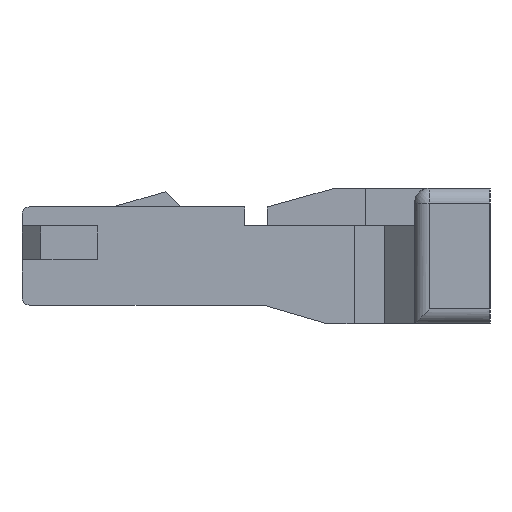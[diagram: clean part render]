
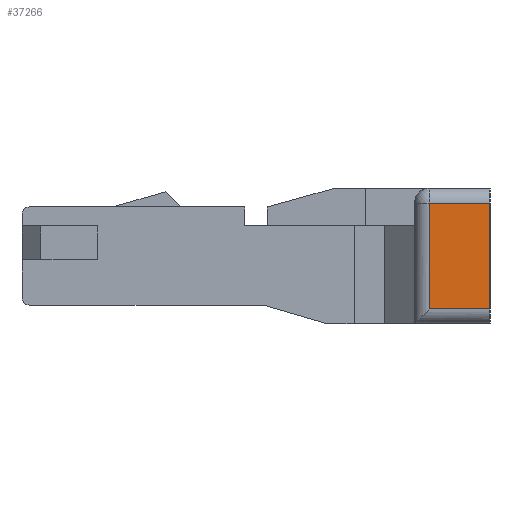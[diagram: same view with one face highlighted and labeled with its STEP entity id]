
A CAD part, left-side view. The second image highlights one B-rep face of the part: STEP entity #37266.
In plain terms, the highlighted planar face has unit normal (-1, 0, 0).
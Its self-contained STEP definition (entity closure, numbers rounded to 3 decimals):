
#55 = CYLINDRICAL_SURFACE('',#56,0.2);
#56 = AXIS2_PLACEMENT_3D('',#57,#58,#59);
#57 = CARTESIAN_POINT('',(-12.66,-10.582,-0.7));
#58 = DIRECTION('',(0.,1.,0.));
#59 = DIRECTION('',(0.,0.,-1.));
#105 = PLANE('',#106);
#106 = AXIS2_PLACEMENT_3D('',#107,#108,#109);
#107 = CARTESIAN_POINT('',(-12.86,-2.5,-0.9));
#108 = DIRECTION('',(0.,-1.,0.));
#109 = DIRECTION('',(1.,0.,0.));
#476 = EDGE_CURVE('',#477,#479,#481,.T.);
#477 = VERTEX_POINT('',#478);
#478 = CARTESIAN_POINT('',(-12.86,-2.5,-0.7));
#479 = VERTEX_POINT('',#480);
#480 = CARTESIAN_POINT('',(-12.86,-1.7,-0.7));
#481 = SURFACE_CURVE('',#482,(#486,#515),.PCURVE_S1.);
#482 = LINE('',#483,#484);
#483 = CARTESIAN_POINT('',(-12.86,-2.5,-0.7));
#484 = VECTOR('',#485,1.);
#485 = DIRECTION('',(0.,1.,0.));
#486 = PCURVE('',#55,#487);
#487 = DEFINITIONAL_REPRESENTATION('',(#488),#514);
#488 = B_SPLINE_CURVE_WITH_KNOTS('',3,(#489,#490,#491,#492,#493,#494,
    #495,#496,#497,#498,#499,#500,#501,#502,#503,#504,#505,#506,#507,
    #508,#509,#510,#511,#512,#513),.UNSPECIFIED.,.F.,.F.,(4,1,1,1,1,1,1,
    1,1,1,1,1,1,1,1,1,1,1,1,1,1,1,4),(0.,0.036,
    0.073,0.109,0.145,0.182,
    0.218,0.255,0.291,0.327,
    0.364,0.4,0.436,0.473,0.509,
    0.545,0.582,0.618,0.655,
    0.691,0.727,0.764,0.8),
  .QUASI_UNIFORM_KNOTS.);
#489 = CARTESIAN_POINT('',(1.571,8.082));
#490 = CARTESIAN_POINT('',(1.571,8.094));
#491 = CARTESIAN_POINT('',(1.571,8.119));
#492 = CARTESIAN_POINT('',(1.571,8.155));
#493 = CARTESIAN_POINT('',(1.571,8.191));
#494 = CARTESIAN_POINT('',(1.571,8.228));
#495 = CARTESIAN_POINT('',(1.571,8.264));
#496 = CARTESIAN_POINT('',(1.571,8.301));
#497 = CARTESIAN_POINT('',(1.571,8.337));
#498 = CARTESIAN_POINT('',(1.571,8.373));
#499 = CARTESIAN_POINT('',(1.571,8.41));
#500 = CARTESIAN_POINT('',(1.571,8.446));
#501 = CARTESIAN_POINT('',(1.571,8.482));
#502 = CARTESIAN_POINT('',(1.571,8.519));
#503 = CARTESIAN_POINT('',(1.571,8.555));
#504 = CARTESIAN_POINT('',(1.571,8.591));
#505 = CARTESIAN_POINT('',(1.571,8.628));
#506 = CARTESIAN_POINT('',(1.571,8.664));
#507 = CARTESIAN_POINT('',(1.571,8.701));
#508 = CARTESIAN_POINT('',(1.571,8.737));
#509 = CARTESIAN_POINT('',(1.571,8.773));
#510 = CARTESIAN_POINT('',(1.571,8.81));
#511 = CARTESIAN_POINT('',(1.571,8.846));
#512 = CARTESIAN_POINT('',(1.571,8.87));
#513 = CARTESIAN_POINT('',(1.571,8.882));
#514 = ( GEOMETRIC_REPRESENTATION_CONTEXT(2) 
PARAMETRIC_REPRESENTATION_CONTEXT() REPRESENTATION_CONTEXT('2D SPACE',''
  ) );
#515 = PCURVE('',#516,#521);
#516 = PLANE('',#517);
#517 = AXIS2_PLACEMENT_3D('',#518,#519,#520);
#518 = CARTESIAN_POINT('',(-12.86,-1.5,-0.9));
#519 = DIRECTION('',(-1.,0.,0.));
#520 = DIRECTION('',(0.,-1.,0.));
#521 = DEFINITIONAL_REPRESENTATION('',(#522),#526);
#522 = LINE('',#523,#524);
#523 = CARTESIAN_POINT('',(1.,0.2));
#524 = VECTOR('',#525,1.);
#525 = DIRECTION('',(-1.,0.));
#526 = ( GEOMETRIC_REPRESENTATION_CONTEXT(2) 
PARAMETRIC_REPRESENTATION_CONTEXT() REPRESENTATION_CONTEXT('2D SPACE',''
  ) );
#594 = CYLINDRICAL_SURFACE('',#595,0.2);
#595 = AXIS2_PLACEMENT_3D('',#596,#597,#598);
#596 = CARTESIAN_POINT('',(-12.66,-1.7,-3.246));
#597 = DIRECTION('',(0.,0.,1.));
#598 = DIRECTION('',(0.,1.,0.));
#881 = EDGE_CURVE('',#477,#882,#884,.T.);
#882 = VERTEX_POINT('',#883);
#883 = CARTESIAN_POINT('',(-12.86,-2.5,0.7));
#884 = SURFACE_CURVE('',#885,(#889,#896),.PCURVE_S1.);
#885 = LINE('',#886,#887);
#886 = CARTESIAN_POINT('',(-12.86,-2.5,-0.7));
#887 = VECTOR('',#888,1.);
#888 = DIRECTION('',(0.,0.,1.));
#889 = PCURVE('',#105,#890);
#890 = DEFINITIONAL_REPRESENTATION('',(#891),#895);
#891 = LINE('',#892,#893);
#892 = CARTESIAN_POINT('',(0.,0.2));
#893 = VECTOR('',#894,1.);
#894 = DIRECTION('',(0.,1.));
#895 = ( GEOMETRIC_REPRESENTATION_CONTEXT(2) 
PARAMETRIC_REPRESENTATION_CONTEXT() REPRESENTATION_CONTEXT('2D SPACE',''
  ) );
#896 = PCURVE('',#516,#897);
#897 = DEFINITIONAL_REPRESENTATION('',(#898),#902);
#898 = LINE('',#899,#900);
#899 = CARTESIAN_POINT('',(1.,0.2));
#900 = VECTOR('',#901,1.);
#901 = DIRECTION('',(0.,1.));
#902 = ( GEOMETRIC_REPRESENTATION_CONTEXT(2) 
PARAMETRIC_REPRESENTATION_CONTEXT() REPRESENTATION_CONTEXT('2D SPACE',''
  ) );
#921 = CYLINDRICAL_SURFACE('',#922,0.2);
#922 = AXIS2_PLACEMENT_3D('',#923,#924,#925);
#923 = CARTESIAN_POINT('',(-12.66,-10.582,0.7));
#924 = DIRECTION('',(0.,1.,0.));
#925 = DIRECTION('',(-1.,0.,0.));
#37155 = VERTEX_POINT('',#37156);
#37156 = CARTESIAN_POINT('',(-12.86,-1.7,0.7));
#37224 = EDGE_CURVE('',#479,#37155,#37225,.T.);
#37225 = SURFACE_CURVE('',#37226,(#37230,#37259),.PCURVE_S1.);
#37226 = LINE('',#37227,#37228);
#37227 = CARTESIAN_POINT('',(-12.86,-1.7,-0.7));
#37228 = VECTOR('',#37229,1.);
#37229 = DIRECTION('',(0.,0.,1.));
#37230 = PCURVE('',#594,#37231);
#37231 = DEFINITIONAL_REPRESENTATION('',(#37232),#37258);
#37232 = B_SPLINE_CURVE_WITH_KNOTS('',3,(#37233,#37234,#37235,#37236,
    #37237,#37238,#37239,#37240,#37241,#37242,#37243,#37244,#37245,
    #37246,#37247,#37248,#37249,#37250,#37251,#37252,#37253,#37254,
    #37255,#37256,#37257),.UNSPECIFIED.,.F.,.F.,(4,1,1,1,1,1,1,1,1,1,1,1
    ,1,1,1,1,1,1,1,1,1,1,4),(0.,0.064,0.127,
    0.191,0.255,0.318,0.382,
    0.445,0.509,0.573,0.636,0.7,
    0.764,0.827,0.891,0.955,
    1.018,1.082,1.145,1.209,
    1.273,1.336,1.4),.QUASI_UNIFORM_KNOTS.);
#37233 = CARTESIAN_POINT('',(1.571,2.546));
#37234 = CARTESIAN_POINT('',(1.571,2.568));
#37235 = CARTESIAN_POINT('',(1.571,2.61));
#37236 = CARTESIAN_POINT('',(1.571,2.674));
#37237 = CARTESIAN_POINT('',(1.571,2.737));
#37238 = CARTESIAN_POINT('',(1.571,2.801));
#37239 = CARTESIAN_POINT('',(1.571,2.865));
#37240 = CARTESIAN_POINT('',(1.571,2.928));
#37241 = CARTESIAN_POINT('',(1.571,2.992));
#37242 = CARTESIAN_POINT('',(1.571,3.056));
#37243 = CARTESIAN_POINT('',(1.571,3.119));
#37244 = CARTESIAN_POINT('',(1.571,3.183));
#37245 = CARTESIAN_POINT('',(1.571,3.246));
#37246 = CARTESIAN_POINT('',(1.571,3.31));
#37247 = CARTESIAN_POINT('',(1.571,3.374));
#37248 = CARTESIAN_POINT('',(1.571,3.437));
#37249 = CARTESIAN_POINT('',(1.571,3.501));
#37250 = CARTESIAN_POINT('',(1.571,3.565));
#37251 = CARTESIAN_POINT('',(1.571,3.628));
#37252 = CARTESIAN_POINT('',(1.571,3.692));
#37253 = CARTESIAN_POINT('',(1.571,3.756));
#37254 = CARTESIAN_POINT('',(1.571,3.819));
#37255 = CARTESIAN_POINT('',(1.571,3.883));
#37256 = CARTESIAN_POINT('',(1.571,3.925));
#37257 = CARTESIAN_POINT('',(1.571,3.946));
#37258 = ( GEOMETRIC_REPRESENTATION_CONTEXT(2) 
PARAMETRIC_REPRESENTATION_CONTEXT() REPRESENTATION_CONTEXT('2D SPACE',''
  ) );
#37259 = PCURVE('',#516,#37260);
#37260 = DEFINITIONAL_REPRESENTATION('',(#37261),#37265);
#37261 = LINE('',#37262,#37263);
#37262 = CARTESIAN_POINT('',(0.2,0.2));
#37263 = VECTOR('',#37264,1.);
#37264 = DIRECTION('',(0.,1.));
#37265 = ( GEOMETRIC_REPRESENTATION_CONTEXT(2) 
PARAMETRIC_REPRESENTATION_CONTEXT() REPRESENTATION_CONTEXT('2D SPACE',''
  ) );
#37266 = ADVANCED_FACE('',(#37267),#516,.T.);
#37267 = FACE_BOUND('',#37268,.F.);
#37268 = EDGE_LOOP('',(#37269,#37312,#37313,#37314));
#37269 = ORIENTED_EDGE('',*,*,#37270,.F.);
#37270 = EDGE_CURVE('',#882,#37155,#37271,.T.);
#37271 = SURFACE_CURVE('',#37272,(#37276,#37283),.PCURVE_S1.);
#37272 = LINE('',#37273,#37274);
#37273 = CARTESIAN_POINT('',(-12.86,-2.5,0.7));
#37274 = VECTOR('',#37275,1.);
#37275 = DIRECTION('',(0.,1.,0.));
#37276 = PCURVE('',#516,#37277);
#37277 = DEFINITIONAL_REPRESENTATION('',(#37278),#37282);
#37278 = LINE('',#37279,#37280);
#37279 = CARTESIAN_POINT('',(1.,1.6));
#37280 = VECTOR('',#37281,1.);
#37281 = DIRECTION('',(-1.,0.));
#37282 = ( GEOMETRIC_REPRESENTATION_CONTEXT(2) 
PARAMETRIC_REPRESENTATION_CONTEXT() REPRESENTATION_CONTEXT('2D SPACE',''
  ) );
#37283 = PCURVE('',#921,#37284);
#37284 = DEFINITIONAL_REPRESENTATION('',(#37285),#37311);
#37285 = B_SPLINE_CURVE_WITH_KNOTS('',3,(#37286,#37287,#37288,#37289,
    #37290,#37291,#37292,#37293,#37294,#37295,#37296,#37297,#37298,
    #37299,#37300,#37301,#37302,#37303,#37304,#37305,#37306,#37307,
    #37308,#37309,#37310),.UNSPECIFIED.,.F.,.F.,(4,1,1,1,1,1,1,1,1,1,1,1
    ,1,1,1,1,1,1,1,1,1,1,4),(0.,0.036,
    0.073,0.109,0.145,0.182,
    0.218,0.255,0.291,0.327,
    0.364,0.4,0.436,0.473,0.509,
    0.545,0.582,0.618,0.655,
    0.691,0.727,0.764,0.8),
  .QUASI_UNIFORM_KNOTS.);
#37286 = CARTESIAN_POINT('',(0.,8.082));
#37287 = CARTESIAN_POINT('',(0.,8.094));
#37288 = CARTESIAN_POINT('',(0.,8.119));
#37289 = CARTESIAN_POINT('',(0.,8.155));
#37290 = CARTESIAN_POINT('',(0.,8.191));
#37291 = CARTESIAN_POINT('',(0.,8.228));
#37292 = CARTESIAN_POINT('',(0.,8.264));
#37293 = CARTESIAN_POINT('',(0.,8.301));
#37294 = CARTESIAN_POINT('',(0.,8.337));
#37295 = CARTESIAN_POINT('',(0.,8.373));
#37296 = CARTESIAN_POINT('',(0.,8.41));
#37297 = CARTESIAN_POINT('',(0.,8.446));
#37298 = CARTESIAN_POINT('',(0.,8.482));
#37299 = CARTESIAN_POINT('',(0.,8.519));
#37300 = CARTESIAN_POINT('',(0.,8.555));
#37301 = CARTESIAN_POINT('',(0.,8.591));
#37302 = CARTESIAN_POINT('',(0.,8.628));
#37303 = CARTESIAN_POINT('',(0.,8.664));
#37304 = CARTESIAN_POINT('',(0.,8.701));
#37305 = CARTESIAN_POINT('',(0.,8.737));
#37306 = CARTESIAN_POINT('',(0.,8.773));
#37307 = CARTESIAN_POINT('',(0.,8.81));
#37308 = CARTESIAN_POINT('',(0.,8.846));
#37309 = CARTESIAN_POINT('',(0.,8.87));
#37310 = CARTESIAN_POINT('',(0.,8.882));
#37311 = ( GEOMETRIC_REPRESENTATION_CONTEXT(2) 
PARAMETRIC_REPRESENTATION_CONTEXT() REPRESENTATION_CONTEXT('2D SPACE',''
  ) );
#37312 = ORIENTED_EDGE('',*,*,#881,.F.);
#37313 = ORIENTED_EDGE('',*,*,#476,.T.);
#37314 = ORIENTED_EDGE('',*,*,#37224,.T.);
